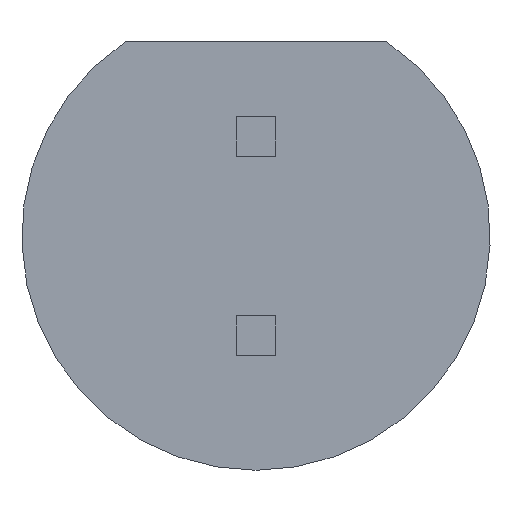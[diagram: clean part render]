
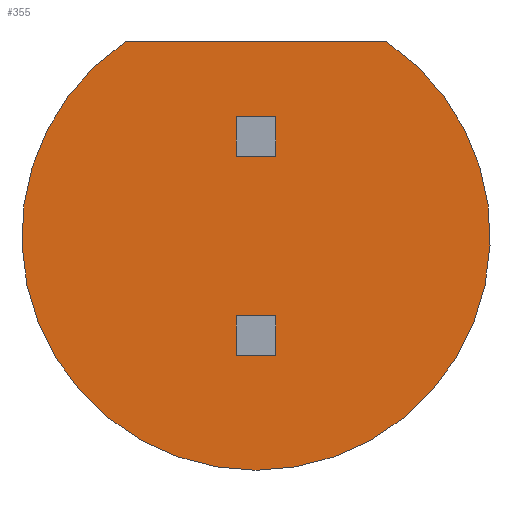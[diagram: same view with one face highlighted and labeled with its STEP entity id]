
A CAD part, front view. The second image highlights one B-rep face of the part: STEP entity #355.
In plain terms, the highlighted planar face has unit normal (0, -1, 0).
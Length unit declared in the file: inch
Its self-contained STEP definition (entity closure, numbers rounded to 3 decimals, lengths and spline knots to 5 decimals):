
#1 = EDGE_CURVE ( 'NONE', #255, #266, #637, .T. ) ;
#18 = CARTESIAN_POINT ( 'NONE',  ( -0.06557, -0.04, 0.0975 ) ) ;
#28 = LINE ( 'NONE', #457, #545 ) ;
#32 = VERTEX_POINT ( 'NONE', #250 ) ;
#55 = VERTEX_POINT ( 'NONE', #798 ) ;
#78 = DIRECTION ( 'NONE',  ( 0., 0., 1. ) ) ;
#82 = CARTESIAN_POINT ( 'NONE',  ( 0.01, -0.04, 0.06 ) ) ;
#102 = LINE ( 'NONE', #308, #363 ) ;
#104 = CARTESIAN_POINT ( 'NONE',  ( 0.06557, -0.04, 0.0975 ) ) ;
#118 = CARTESIAN_POINT ( 'NONE',  ( 0.01, -0.04, 0.04 ) ) ;
#119 = CARTESIAN_POINT ( 'NONE',  ( 0.01, -0.04, -0.04 ) ) ;
#125 = EDGE_CURVE ( 'NONE', #253, #619, #294, .T. ) ;
#132 = CARTESIAN_POINT ( 'NONE',  ( -0.01, -0.04, -0.06 ) ) ;
#151 = ORIENTED_EDGE ( 'NONE', *, *, #219, .F. ) ;
#160 = CARTESIAN_POINT ( 'NONE',  ( 0.01, -0.04, -0.06 ) ) ;
#170 = EDGE_CURVE ( 'NONE', #645, #619, #791, .T. ) ;
#177 = DIRECTION ( 'NONE',  ( 0., 0., 1. ) ) ;
#187 = ORIENTED_EDGE ( 'NONE', *, *, #588, .F. ) ;
#219 = EDGE_CURVE ( 'NONE', #379, #253, #829, .T. ) ;
#221 = DIRECTION ( 'NONE',  ( 0., 0., 1. ) ) ;
#227 = VECTOR ( 'NONE', #239, 39.37008 ) ;
#236 = FACE_BOUND ( 'NONE', #305, .T. ) ;
#239 = DIRECTION ( 'NONE',  ( 1., 0., 0. ) ) ;
#240 = DIRECTION ( 'NONE',  ( 0., 1., 0. ) ) ;
#249 = CARTESIAN_POINT ( 'NONE',  ( -0.01, -0.04, 0.06 ) ) ;
#250 = CARTESIAN_POINT ( 'NONE',  ( 0.01, -0.04, 0.04 ) ) ;
#253 = VERTEX_POINT ( 'NONE', #554 ) ;
#255 = VERTEX_POINT ( 'NONE', #285 ) ;
#260 = CARTESIAN_POINT ( 'NONE',  ( 0.01, -0.04, -0.06 ) ) ;
#266 = VERTEX_POINT ( 'NONE', #18 ) ;
#267 = DIRECTION ( 'NONE',  ( -1., 0., 0. ) ) ;
#275 = DIRECTION ( 'NONE',  ( -1., 0., 0. ) ) ;
#278 = EDGE_CURVE ( 'NONE', #55, #593, #597, .T. ) ;
#285 = CARTESIAN_POINT ( 'NONE',  ( 0.06557, -0.04, 0.0975 ) ) ;
#294 = LINE ( 'NONE', #119, #555 ) ;
#301 = DIRECTION ( 'NONE',  ( 0., 1., 0. ) ) ;
#304 = CARTESIAN_POINT ( 'NONE',  ( 0., -0.04, 0. ) ) ;
#305 = EDGE_LOOP ( 'NONE', ( #151, #643, #366, #735 ) ) ;
#308 = CARTESIAN_POINT ( 'NONE',  ( -0.01, -0.04, 0.04 ) ) ;
#313 = AXIS2_PLACEMENT_3D ( 'NONE', #304, #301, #221 ) ;
#323 = CARTESIAN_POINT ( 'NONE',  ( 0., -0.04, 0. ) ) ;
#325 = VERTEX_POINT ( 'NONE', #622 ) ;
#355 = ADVANCED_FACE ( 'NONE', ( #236, #573, #383 ), #840, .F. ) ;
#363 = VECTOR ( 'NONE', #654, 39.37008 ) ;
#364 = AXIS2_PLACEMENT_3D ( 'NONE', #323, #240, #177 ) ;
#366 = ORIENTED_EDGE ( 'NONE', *, *, #170, .T. ) ;
#379 = VERTEX_POINT ( 'NONE', #160 ) ;
#383 = FACE_BOUND ( 'NONE', #665, .T. ) ;
#411 = ORIENTED_EDGE ( 'NONE', *, *, #1, .F. ) ;
#451 = CARTESIAN_POINT ( 'NONE',  ( -0.01, -0.04, -0.04 ) ) ;
#457 = CARTESIAN_POINT ( 'NONE',  ( 0.01, -0.04, 0.04 ) ) ;
#480 = VECTOR ( 'NONE', #78, 39.37008 ) ;
#482 = EDGE_LOOP ( 'NONE', ( #411, #187 ) ) ;
#495 = CARTESIAN_POINT ( 'NONE',  ( 0.01, -0.04, -0.06 ) ) ;
#500 = VECTOR ( 'NONE', #799, 39.37008 ) ;
#507 = ORIENTED_EDGE ( 'NONE', *, *, #569, .T. ) ;
#509 = EDGE_CURVE ( 'NONE', #32, #325, #28, .T. ) ;
#532 = VECTOR ( 'NONE', #275, 39.37008 ) ;
#536 = DIRECTION ( 'NONE',  ( -1., 0., 0. ) ) ;
#545 = VECTOR ( 'NONE', #778, 39.37008 ) ;
#554 = CARTESIAN_POINT ( 'NONE',  ( 0.01, -0.04, -0.04 ) ) ;
#555 = VECTOR ( 'NONE', #267, 39.37008 ) ;
#567 = ORIENTED_EDGE ( 'NONE', *, *, #278, .F. ) ;
#569 = EDGE_CURVE ( 'NONE', #325, #593, #102, .T. ) ;
#572 = LINE ( 'NONE', #104, #227 ) ;
#573 = FACE_OUTER_BOUND ( 'NONE', #482, .T. ) ;
#577 = ORIENTED_EDGE ( 'NONE', *, *, #509, .T. ) ;
#588 = EDGE_CURVE ( 'NONE', #266, #255, #572, .T. ) ;
#593 = VERTEX_POINT ( 'NONE', #249 ) ;
#597 = LINE ( 'NONE', #82, #532 ) ;
#602 = CARTESIAN_POINT ( 'NONE',  ( -0.01, -0.04, -0.06 ) ) ;
#612 = VECTOR ( 'NONE', #613, 39.37008 ) ;
#613 = DIRECTION ( 'NONE',  ( 0., 0., 1. ) ) ;
#619 = VERTEX_POINT ( 'NONE', #451 ) ;
#622 = CARTESIAN_POINT ( 'NONE',  ( -0.01, -0.04, 0.04 ) ) ;
#634 = EDGE_CURVE ( 'NONE', #32, #55, #773, .T. ) ;
#637 = CIRCLE ( 'NONE', #364, 0.1175 ) ;
#639 = VECTOR ( 'NONE', #536, 39.37008 ) ;
#643 = ORIENTED_EDGE ( 'NONE', *, *, #717, .T. ) ;
#645 = VERTEX_POINT ( 'NONE', #602 ) ;
#654 = DIRECTION ( 'NONE',  ( 0., 0., 1. ) ) ;
#661 = LINE ( 'NONE', #260, #639 ) ;
#665 = EDGE_LOOP ( 'NONE', ( #848, #577, #507, #567 ) ) ;
#717 = EDGE_CURVE ( 'NONE', #379, #645, #661, .T. ) ;
#735 = ORIENTED_EDGE ( 'NONE', *, *, #125, .F. ) ;
#773 = LINE ( 'NONE', #118, #500 ) ;
#778 = DIRECTION ( 'NONE',  ( -1., 0., 0. ) ) ;
#791 = LINE ( 'NONE', #132, #612 ) ;
#798 = CARTESIAN_POINT ( 'NONE',  ( 0.01, -0.04, 0.06 ) ) ;
#799 = DIRECTION ( 'NONE',  ( 0., 0., 1. ) ) ;
#829 = LINE ( 'NONE', #495, #480 ) ;
#840 = PLANE ( 'NONE',  #313 ) ;
#848 = ORIENTED_EDGE ( 'NONE', *, *, #634, .F. ) ;
